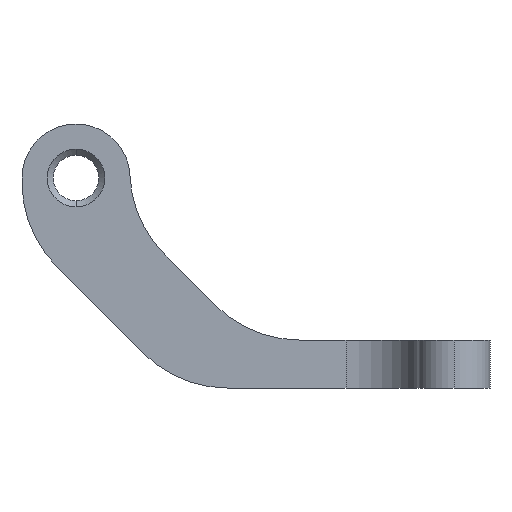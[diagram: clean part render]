
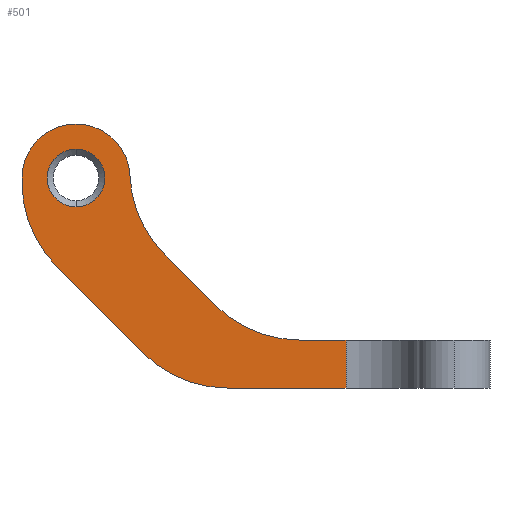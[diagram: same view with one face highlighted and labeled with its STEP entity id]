
A CAD part, left-side view. The second image highlights one B-rep face of the part: STEP entity #501.
In plain terms, the highlighted planar face has unit normal (-1, 0, 0).
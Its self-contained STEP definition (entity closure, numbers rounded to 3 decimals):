
#41 = DIRECTION ( 'NONE',  ( -1., 0., 0. ) ) ;
#101 = LINE ( 'NONE', #544, #4612 ) ;
#134 = VERTEX_POINT ( 'NONE', #716 ) ;
#181 = CARTESIAN_POINT ( 'NONE',  ( 11.6, 9., 4. ) ) ;
#226 = EDGE_LOOP ( 'NONE', ( #4081, #3773 ) ) ;
#230 = CARTESIAN_POINT ( 'NONE',  ( 11.6, 26., 17.142 ) ) ;
#241 = VECTOR ( 'NONE', #4458, 1000. ) ;
#308 = CARTESIAN_POINT ( 'NONE',  ( 11.6, 18.858, 0. ) ) ;
#329 = CARTESIAN_POINT ( 'NONE',  ( 11.6, 31.5, 17.5 ) ) ;
#367 = FACE_OUTER_BOUND ( 'NONE', #4430, .T. ) ;
#399 = ORIENTED_EDGE ( 'NONE', *, *, #3256, .T. ) ;
#401 = DIRECTION ( 'NONE',  ( 1., 0., 0. ) ) ;
#501 = ADVANCED_FACE ( 'NONE', ( #2544, #367 ), #4277, .F. ) ;
#544 = CARTESIAN_POINT ( 'NONE',  ( 11.6, 0., 4. ) ) ;
#574 = DIRECTION ( 'NONE',  ( 0., 0., -1. ) ) ;
#627 = CARTESIAN_POINT ( 'NONE',  ( 11.6, 36., 4. ) ) ;
#660 = AXIS2_PLACEMENT_3D ( 'NONE', #1625, #1340, #2402 ) ;
#664 = VERTEX_POINT ( 'NONE', #1906 ) ;
#674 = VECTOR ( 'NONE', #2143, 1000. ) ;
#686 = VECTOR ( 'NONE', #1998, 1000. ) ;
#716 = CARTESIAN_POINT ( 'NONE',  ( 11.6, 19.929, 6.929 ) ) ;
#731 = CIRCLE ( 'NONE', #3338, 4.5 ) ;
#753 = VERTEX_POINT ( 'NONE', #3321 ) ;
#781 = CARTESIAN_POINT ( 'NONE',  ( 11.6, 31.5, 17.5 ) ) ;
#799 = VERTEX_POINT ( 'NONE', #1359 ) ;
#812 = CIRCLE ( 'NONE', #1776, 10. ) ;
#850 = AXIS2_PLACEMENT_3D ( 'NONE', #1822, #1444, #1489 ) ;
#874 = EDGE_CURVE ( 'NONE', #913, #3997, #4211, .T. ) ;
#877 = EDGE_CURVE ( 'NONE', #134, #753, #1667, .T. ) ;
#879 = CARTESIAN_POINT ( 'NONE',  ( 11.6, 31.5, 15.1 ) ) ;
#887 = DIRECTION ( 'NONE',  ( 0., 0., -1. ) ) ;
#913 = VERTEX_POINT ( 'NONE', #308 ) ;
#934 = VERTEX_POINT ( 'NONE', #4190 ) ;
#943 = DIRECTION ( 'NONE',  ( 1., 0., 0. ) ) ;
#946 = DIRECTION ( 'NONE',  ( 0., 0.707, 0.707 ) ) ;
#1009 = CARTESIAN_POINT ( 'NONE',  ( 11.6, 0., 0. ) ) ;
#1025 = CARTESIAN_POINT ( 'NONE',  ( 11.6, 8.5, -4.5 ) ) ;
#1048 = CARTESIAN_POINT ( 'NONE',  ( 11.6, 9., 0. ) ) ;
#1089 = EDGE_CURVE ( 'NONE', #799, #134, #812, .T. ) ;
#1098 = EDGE_CURVE ( 'NONE', #1879, #4522, #4020, .T. ) ;
#1099 = CARTESIAN_POINT ( 'NONE',  ( 11.6, 12.858, 14. ) ) ;
#1115 = ORIENTED_EDGE ( 'NONE', *, *, #1321, .T. ) ;
#1129 = EDGE_CURVE ( 'NONE', #799, #934, #101, .T. ) ;
#1143 = CARTESIAN_POINT ( 'NONE',  ( 11.6, 33.071, 10.071 ) ) ;
#1182 = VERTEX_POINT ( 'NONE', #1568 ) ;
#1217 = ORIENTED_EDGE ( 'NONE', *, *, #4503, .T. ) ;
#1238 = DIRECTION ( 'NONE',  ( 0., 0., -1. ) ) ;
#1321 = EDGE_CURVE ( 'NONE', #753, #2584, #2156, .T. ) ;
#1340 = DIRECTION ( 'NONE',  ( -1., 0., 0. ) ) ;
#1347 = EDGE_CURVE ( 'NONE', #2584, #1775, #731, .T. ) ;
#1359 = CARTESIAN_POINT ( 'NONE',  ( 11.6, 12.858, 4. ) ) ;
#1377 = EDGE_CURVE ( 'NONE', #1505, #1666, #4602, .T. ) ;
#1444 = DIRECTION ( 'NONE',  ( 1., 0., 0. ) ) ;
#1470 = DIRECTION ( 'NONE',  ( 0., -0.707, -0.707 ) ) ;
#1479 = ORIENTED_EDGE ( 'NONE', *, *, #2462, .T. ) ;
#1489 = DIRECTION ( 'NONE',  ( 0., 0., -1. ) ) ;
#1505 = VERTEX_POINT ( 'NONE', #1143 ) ;
#1568 = CARTESIAN_POINT ( 'NONE',  ( 11.6, 36., 17.142 ) ) ;
#1625 = CARTESIAN_POINT ( 'NONE',  ( 11.6, 18.858, 10. ) ) ;
#1666 = VERTEX_POINT ( 'NONE', #4135 ) ;
#1667 = LINE ( 'NONE', #1025, #4501 ) ;
#1691 = EDGE_CURVE ( 'NONE', #1666, #913, #3116, .T. ) ;
#1775 = VERTEX_POINT ( 'NONE', #3608 ) ;
#1776 = AXIS2_PLACEMENT_3D ( 'NONE', #1099, #401, #2531 ) ;
#1818 = ORIENTED_EDGE ( 'NONE', *, *, #1377, .T. ) ;
#1822 = CARTESIAN_POINT ( 'NONE',  ( 11.6, 0., 4. ) ) ;
#1879 = VERTEX_POINT ( 'NONE', #879 ) ;
#1906 = CARTESIAN_POINT ( 'NONE',  ( 11.6, 36., 17.5 ) ) ;
#1948 = CIRCLE ( 'NONE', #4109, 4.5 ) ;
#1995 = CARTESIAN_POINT ( 'NONE',  ( 11.6, 17.015, 18.157 ) ) ;
#1998 = DIRECTION ( 'NONE',  ( 0., -1., 0. ) ) ;
#2002 = DIRECTION ( 'NONE',  ( 1., 0., 0. ) ) ;
#2007 = AXIS2_PLACEMENT_3D ( 'NONE', #781, #2204, #1238 ) ;
#2143 = DIRECTION ( 'NONE',  ( 0., 0., -1. ) ) ;
#2156 = CIRCLE ( 'NONE', #3719, 10. ) ;
#2204 = DIRECTION ( 'NONE',  ( 1., 0., 0. ) ) ;
#2284 = ORIENTED_EDGE ( 'NONE', *, *, #1129, .F. ) ;
#2316 = ORIENTED_EDGE ( 'NONE', *, *, #3469, .T. ) ;
#2402 = DIRECTION ( 'NONE',  ( 0., 0., -1. ) ) ;
#2462 = EDGE_CURVE ( 'NONE', #1182, #1505, #2843, .T. ) ;
#2531 = DIRECTION ( 'NONE',  ( 0., 0., -1. ) ) ;
#2544 = FACE_BOUND ( 'NONE', #226, .T. ) ;
#2584 = VERTEX_POINT ( 'NONE', #3139 ) ;
#2664 = ORIENTED_EDGE ( 'NONE', *, *, #1347, .T. ) ;
#2681 = CARTESIAN_POINT ( 'NONE',  ( 11.6, 31.5, 19.9 ) ) ;
#2760 = ORIENTED_EDGE ( 'NONE', *, *, #1691, .T. ) ;
#2786 = ORIENTED_EDGE ( 'NONE', *, *, #877, .T. ) ;
#2800 = DIRECTION ( 'NONE',  ( 0., 0., 1. ) ) ;
#2810 = ORIENTED_EDGE ( 'NONE', *, *, #1089, .T. ) ;
#2843 = CIRCLE ( 'NONE', #3669, 10. ) ;
#2953 = EDGE_CURVE ( 'NONE', #4522, #1879, #4347, .T. ) ;
#3116 = CIRCLE ( 'NONE', #660, 10. ) ;
#3139 = CARTESIAN_POINT ( 'NONE',  ( 11.6, 27.005, 17.704 ) ) ;
#3164 = DIRECTION ( 'NONE',  ( -1., 0., 0. ) ) ;
#3256 = EDGE_CURVE ( 'NONE', #1775, #664, #1948, .T. ) ;
#3321 = CARTESIAN_POINT ( 'NONE',  ( 11.6, 24.086, 11.086 ) ) ;
#3330 = DIRECTION ( 'NONE',  ( 0., 0., 1. ) ) ;
#3338 = AXIS2_PLACEMENT_3D ( 'NONE', #329, #3164, #2800 ) ;
#3446 = AXIS2_PLACEMENT_3D ( 'NONE', #3777, #2002, #574 ) ;
#3469 = EDGE_CURVE ( 'NONE', #664, #1182, #4267, .T. ) ;
#3608 = CARTESIAN_POINT ( 'NONE',  ( 11.6, 31.5, 22. ) ) ;
#3616 = CARTESIAN_POINT ( 'NONE',  ( 11.6, 31.5, 17.5 ) ) ;
#3669 = AXIS2_PLACEMENT_3D ( 'NONE', #230, #3713, #887 ) ;
#3713 = DIRECTION ( 'NONE',  ( -1., 0., 0. ) ) ;
#3719 = AXIS2_PLACEMENT_3D ( 'NONE', #1995, #943, #3812 ) ;
#3731 = LINE ( 'NONE', #181, #241 ) ;
#3773 = ORIENTED_EDGE ( 'NONE', *, *, #1098, .T. ) ;
#3777 = CARTESIAN_POINT ( 'NONE',  ( 11.6, 31.5, 17.5 ) ) ;
#3812 = DIRECTION ( 'NONE',  ( 0., 0., -1. ) ) ;
#3878 = CARTESIAN_POINT ( 'NONE',  ( 11.6, 23., 0. ) ) ;
#3997 = VERTEX_POINT ( 'NONE', #1048 ) ;
#4020 = CIRCLE ( 'NONE', #2007, 2.4 ) ;
#4023 = DIRECTION ( 'NONE',  ( 0., -1., 0. ) ) ;
#4081 = ORIENTED_EDGE ( 'NONE', *, *, #2953, .T. ) ;
#4109 = AXIS2_PLACEMENT_3D ( 'NONE', #3616, #41, #3330 ) ;
#4135 = CARTESIAN_POINT ( 'NONE',  ( 11.6, 25.929, 2.929 ) ) ;
#4190 = CARTESIAN_POINT ( 'NONE',  ( 11.6, 9., 4. ) ) ;
#4211 = LINE ( 'NONE', #1009, #686 ) ;
#4267 = LINE ( 'NONE', #627, #674 ) ;
#4277 = PLANE ( 'NONE',  #850 ) ;
#4312 = VECTOR ( 'NONE', #1470, 1000. ) ;
#4347 = CIRCLE ( 'NONE', #3446, 2.4 ) ;
#4430 = EDGE_LOOP ( 'NONE', ( #2316, #1479, #1818, #2760, #4473, #1217, #2284, #2810, #2786, #1115, #2664, #399 ) ) ;
#4458 = DIRECTION ( 'NONE',  ( 0., 0., 1. ) ) ;
#4473 = ORIENTED_EDGE ( 'NONE', *, *, #874, .T. ) ;
#4501 = VECTOR ( 'NONE', #946, 1000. ) ;
#4503 = EDGE_CURVE ( 'NONE', #3997, #934, #3731, .T. ) ;
#4522 = VERTEX_POINT ( 'NONE', #2681 ) ;
#4602 = LINE ( 'NONE', #3878, #4312 ) ;
#4612 = VECTOR ( 'NONE', #4023, 1000. ) ;
